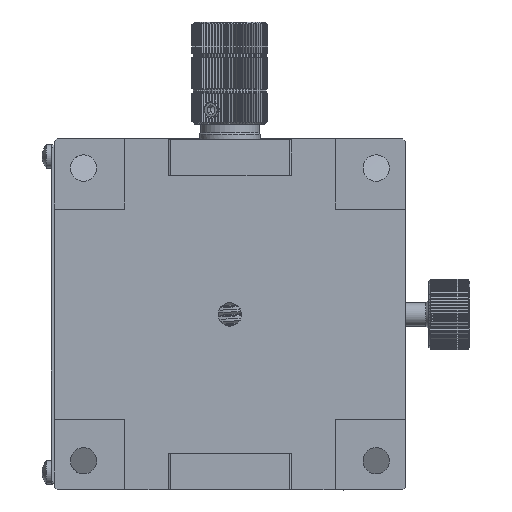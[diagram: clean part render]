
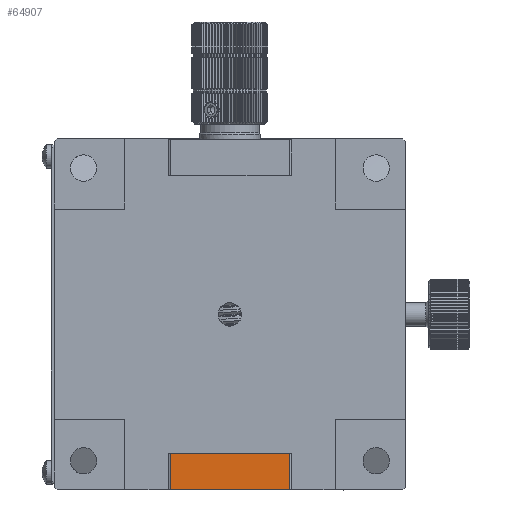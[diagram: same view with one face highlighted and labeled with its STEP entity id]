
A CAD part, front view. The second image highlights one B-rep face of the part: STEP entity #64907.
In plain terms, the highlighted planar face has unit normal (0, -1, 0).
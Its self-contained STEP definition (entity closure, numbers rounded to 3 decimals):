
#8110 = EDGE_CURVE ( 'NONE', #74974, #57802, #47197, .T. ) ;
#11729 = ORIENTED_EDGE ( 'NONE', *, *, #40611, .F. ) ;
#13284 = CARTESIAN_POINT ( 'NONE',  ( 60.558, 36.837, 26.479 ) ) ;
#14044 = FACE_OUTER_BOUND ( 'NONE', #40421, .T. ) ;
#17594 = VERTEX_POINT ( 'NONE', #28835 ) ;
#19100 = PLANE ( 'NONE',  #26932 ) ;
#19709 = LINE ( 'NONE', #43354, #37380 ) ;
#25425 = LINE ( 'NONE', #60349, #61137 ) ;
#26554 = VERTEX_POINT ( 'NONE', #53576 ) ;
#26932 = AXIS2_PLACEMENT_3D ( 'NONE', #13284, #46199, #27587 ) ;
#27587 = DIRECTION ( 'NONE',  ( -1., 0., 0. ) ) ;
#27668 = CARTESIAN_POINT ( 'NONE',  ( 39.858, 36.837, 26.479 ) ) ;
#28835 = CARTESIAN_POINT ( 'NONE',  ( 60.258, 36.837, 20.279 ) ) ;
#30464 = DIRECTION ( 'NONE',  ( 0., 0., -1. ) ) ;
#30553 = DIRECTION ( 'NONE',  ( 0., 0., 1. ) ) ;
#33148 = VECTOR ( 'NONE', #53399, 1000. ) ;
#36441 = EDGE_CURVE ( 'NONE', #57802, #17594, #25425, .T. ) ;
#37194 = CARTESIAN_POINT ( 'NONE',  ( 60.258, 36.837, 26.479 ) ) ;
#37380 = VECTOR ( 'NONE', #30553, 1000. ) ;
#40421 = EDGE_LOOP ( 'NONE', ( #56100, #74213, #11729, #43639 ) ) ;
#40611 = EDGE_CURVE ( 'NONE', #26554, #74974, #19709, .T. ) ;
#43354 = CARTESIAN_POINT ( 'NONE',  ( 39.858, 36.837, 26.479 ) ) ;
#43639 = ORIENTED_EDGE ( 'NONE', *, *, #48647, .T. ) ;
#46199 = DIRECTION ( 'NONE',  ( 0., 1., 0. ) ) ;
#46893 = VECTOR ( 'NONE', #63741, 1000. ) ;
#47197 = LINE ( 'NONE', #59236, #33148 ) ;
#48647 = EDGE_CURVE ( 'NONE', #26554, #17594, #62982, .T. ) ;
#53399 = DIRECTION ( 'NONE',  ( 1., 0., 0. ) ) ;
#53576 = CARTESIAN_POINT ( 'NONE',  ( 39.858, 36.837, 20.279 ) ) ;
#56100 = ORIENTED_EDGE ( 'NONE', *, *, #36441, .F. ) ;
#56762 = CARTESIAN_POINT ( 'NONE',  ( 60.558, 36.837, 20.279 ) ) ;
#57802 = VERTEX_POINT ( 'NONE', #37194 ) ;
#59236 = CARTESIAN_POINT ( 'NONE',  ( 60.558, 36.837, 26.479 ) ) ;
#60349 = CARTESIAN_POINT ( 'NONE',  ( 60.258, 36.837, 26.479 ) ) ;
#61137 = VECTOR ( 'NONE', #30464, 1000. ) ;
#62982 = LINE ( 'NONE', #56762, #46893 ) ;
#63741 = DIRECTION ( 'NONE',  ( 1., 0., 0. ) ) ;
#64907 = ADVANCED_FACE ( 'NONE', ( #14044 ), #19100, .F. ) ;
#74213 = ORIENTED_EDGE ( 'NONE', *, *, #8110, .F. ) ;
#74974 = VERTEX_POINT ( 'NONE', #27668 ) ;
